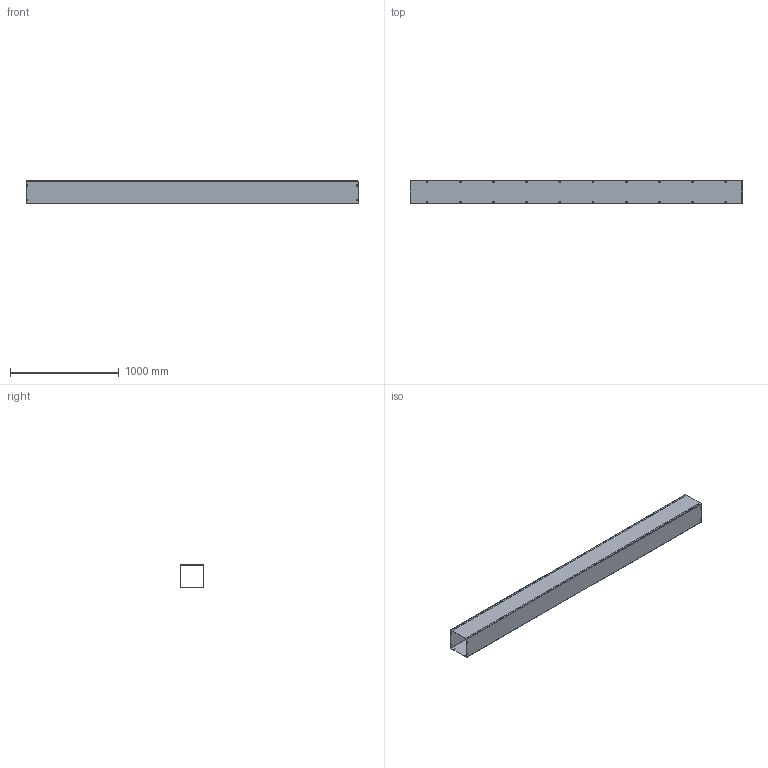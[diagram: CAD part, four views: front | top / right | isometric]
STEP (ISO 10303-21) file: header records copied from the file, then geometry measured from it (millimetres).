
FILE_DESCRIPTION(/* description */ ('WW, S, NK, BLR, GALV, 8X8X120'),/* implementation_level */ '2;1');
FILE_NAME(/* name */ 'S88120GNK.stp',/* time_stamp */ '2017-06-27T12:37:38+05:00',/* author */ ('vdas'),/* organization */ (''),/* preprocessor_version */ 'ST-DEVELOPER v16.1',/* originating_system */ 'Autodesk Inventor 2016',/* authorisation */ '');
FILE_SCHEMA (('AUTOMOTIVE_DESIGN { 1 0 10303 214 3 1 1 }'));
Length unit declared in the file: inch
Products named in the file (4): S88120GNKBLR; S88120GNKLID; 372141; S88120GNK
Assembly tree (22 placements, depth 2):
  S88120GNK
    S88120GNKBLR
    S88120GNKLID
    372141  x20
Bounding box: 3048 x 206.96 x 212.27 mm (x, y, z)
Volume: 4874679.9 mm3; surface area: 5218831.7 mm2
Topology: 22 solids, 22 shells, 1812 faces, 4332 edges, 2584 vertices
Faces by surface type: plane 616, cone 540, cylinder 336, torus 280, bspline 40
Full cylindrical faces by diameter (mm): 4.089 x20, 4.595 x160, 6.35 x4, 7.938 x20
Entity records: 12658 total; most frequent: CARTESIAN_POINT 3155, DIRECTION 1914, ORIENTED_EDGE 1768, EDGE_CURVE 884, AXIS2_PLACEMENT_3D 745, VERTEX_POINT 622, EDGE_LOOP 578, LINE 424
